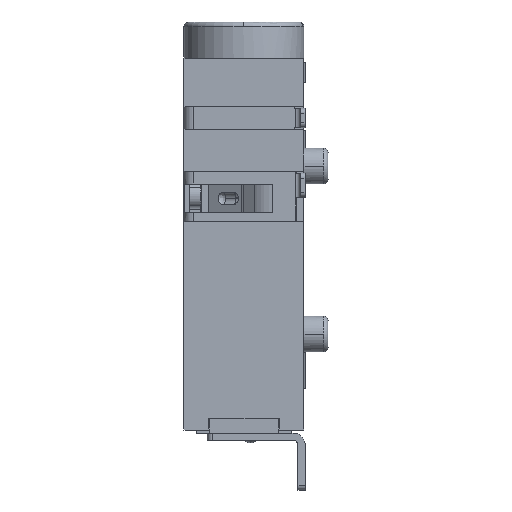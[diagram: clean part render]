
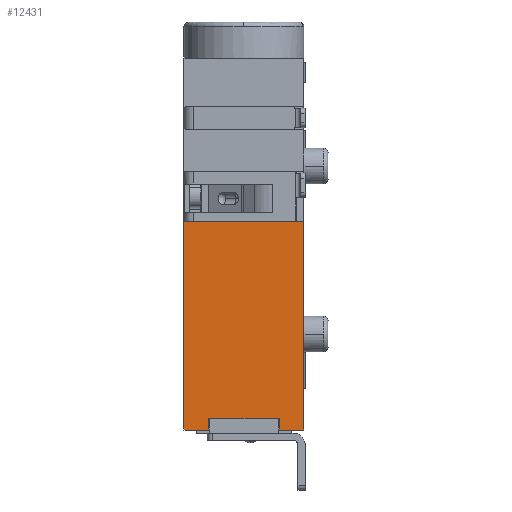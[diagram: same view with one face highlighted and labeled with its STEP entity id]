
A CAD part, left-side view. The second image highlights one B-rep face of the part: STEP entity #12431.
In plain terms, the highlighted planar face has unit normal (-1, 0, 0).
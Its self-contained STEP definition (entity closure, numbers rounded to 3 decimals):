
#1159 = EDGE_CURVE ( 'NONE', #6628, #11933, #10396, .T. ) ;
#1931 = EDGE_CURVE ( 'NONE', #13121, #9149, #7029, .T. ) ;
#2309 = ORIENTED_EDGE ( 'NONE', *, *, #1159, .T. ) ;
#2481 = CARTESIAN_POINT ( 'NONE',  ( -3., -2.5, -8.325 ) ) ;
#3348 = VECTOR ( 'NONE', #19843, 1000. ) ;
#3661 = DIRECTION ( 'NONE',  ( 0., 0., -1. ) ) ;
#3958 = DIRECTION ( 'NONE',  ( 0., 0., 1. ) ) ;
#4157 = DIRECTION ( 'NONE',  ( 0., -1., 0. ) ) ;
#4558 = CARTESIAN_POINT ( 'NONE',  ( -3., 1.475, -17. ) ) ;
#4563 = VECTOR ( 'NONE', #14527, 1000. ) ;
#4701 = LINE ( 'NONE', #8234, #4563 ) ;
#5385 = EDGE_CURVE ( 'NONE', #6259, #9149, #7705, .T. ) ;
#6259 = VERTEX_POINT ( 'NONE', #6806 ) ;
#6369 = CARTESIAN_POINT ( 'NONE',  ( -3., -1.475, -17. ) ) ;
#6628 = VERTEX_POINT ( 'NONE', #11122 ) ;
#6786 = CARTESIAN_POINT ( 'NONE',  ( -3., 2.5, -8.325 ) ) ;
#6806 = CARTESIAN_POINT ( 'NONE',  ( -3., 1.475, -16.53 ) ) ;
#7029 = LINE ( 'NONE', #11939, #3348 ) ;
#7040 = DIRECTION ( 'NONE',  ( 0., 0., 1. ) ) ;
#7358 = LINE ( 'NONE', #15367, #17877 ) ;
#7408 = VECTOR ( 'NONE', #3661, 1000. ) ;
#7705 = LINE ( 'NONE', #10810, #13911 ) ;
#8219 = EDGE_CURVE ( 'NONE', #6628, #12608, #19801, .T. ) ;
#8234 = CARTESIAN_POINT ( 'NONE',  ( -3., -1.475, -17. ) ) ;
#8592 = CARTESIAN_POINT ( 'NONE',  ( -3., -2.5, -8.325 ) ) ;
#9149 = VERTEX_POINT ( 'NONE', #4558 ) ;
#9857 = CARTESIAN_POINT ( 'NONE',  ( -3., -1.475, -16.53 ) ) ;
#10352 = CARTESIAN_POINT ( 'NONE',  ( -3., 2.5, -17. ) ) ;
#10396 = LINE ( 'NONE', #2481, #15602 ) ;
#10445 = ORIENTED_EDGE ( 'NONE', *, *, #8219, .F. ) ;
#10810 = CARTESIAN_POINT ( 'NONE',  ( -3., 1.475, -16.53 ) ) ;
#10899 = ORIENTED_EDGE ( 'NONE', *, *, #1931, .T. ) ;
#10909 = VECTOR ( 'NONE', #7040, 1000. ) ;
#11122 = CARTESIAN_POINT ( 'NONE',  ( -3., -2.5, -8.325 ) ) ;
#11235 = ORIENTED_EDGE ( 'NONE', *, *, #17031, .F. ) ;
#11909 = CARTESIAN_POINT ( 'NONE',  ( -3., 2.5, -17. ) ) ;
#11929 = DIRECTION ( 'NONE',  ( 0., -1., 0. ) ) ;
#11933 = VERTEX_POINT ( 'NONE', #6786 ) ;
#11939 = CARTESIAN_POINT ( 'NONE',  ( -3., 2.5, -17. ) ) ;
#12177 = FACE_OUTER_BOUND ( 'NONE', #16165, .T. ) ;
#12399 = PLANE ( 'NONE',  #13622 ) ;
#12431 = ADVANCED_FACE ( 'NONE', ( #12177 ), #12399, .T. ) ;
#12570 = ORIENTED_EDGE ( 'NONE', *, *, #14182, .T. ) ;
#12608 = VERTEX_POINT ( 'NONE', #14496 ) ;
#13121 = VERTEX_POINT ( 'NONE', #11909 ) ;
#13622 = AXIS2_PLACEMENT_3D ( 'NONE', #20894, #18694, #3958 ) ;
#13800 = DIRECTION ( 'NONE',  ( 0., 0., -1. ) ) ;
#13911 = VECTOR ( 'NONE', #13800, 1000. ) ;
#14182 = EDGE_CURVE ( 'NONE', #17370, #12608, #7358, .T. ) ;
#14496 = CARTESIAN_POINT ( 'NONE',  ( -3., -2.5, -17. ) ) ;
#14527 = DIRECTION ( 'NONE',  ( 0., 0., 1. ) ) ;
#15128 = EDGE_CURVE ( 'NONE', #17370, #18221, #4701, .T. ) ;
#15367 = CARTESIAN_POINT ( 'NONE',  ( -3., -1.475, -17. ) ) ;
#15602 = VECTOR ( 'NONE', #19897, 1000. ) ;
#16082 = VECTOR ( 'NONE', #11929, 1000. ) ;
#16165 = EDGE_LOOP ( 'NONE', ( #12570, #10445, #2309, #11235, #10899, #17620, #20524, #18646 ) ) ;
#16639 = LINE ( 'NONE', #10352, #10909 ) ;
#16830 = LINE ( 'NONE', #20248, #16082 ) ;
#17031 = EDGE_CURVE ( 'NONE', #13121, #11933, #16639, .T. ) ;
#17370 = VERTEX_POINT ( 'NONE', #6369 ) ;
#17620 = ORIENTED_EDGE ( 'NONE', *, *, #5385, .F. ) ;
#17877 = VECTOR ( 'NONE', #4157, 1000. ) ;
#18221 = VERTEX_POINT ( 'NONE', #9857 ) ;
#18646 = ORIENTED_EDGE ( 'NONE', *, *, #15128, .F. ) ;
#18694 = DIRECTION ( 'NONE',  ( -1., 0., 0. ) ) ;
#19755 = EDGE_CURVE ( 'NONE', #6259, #18221, #16830, .T. ) ;
#19801 = LINE ( 'NONE', #8592, #7408 ) ;
#19843 = DIRECTION ( 'NONE',  ( 0., -1., 0. ) ) ;
#19897 = DIRECTION ( 'NONE',  ( 0., 1., 0. ) ) ;
#20248 = CARTESIAN_POINT ( 'NONE',  ( -3., 1.475, -16.53 ) ) ;
#20524 = ORIENTED_EDGE ( 'NONE', *, *, #19755, .T. ) ;
#20894 = CARTESIAN_POINT ( 'NONE',  ( -3., -2.6, -17.174 ) ) ;
